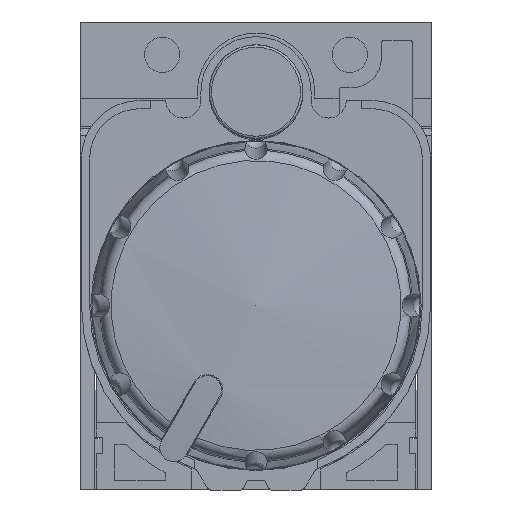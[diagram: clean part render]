
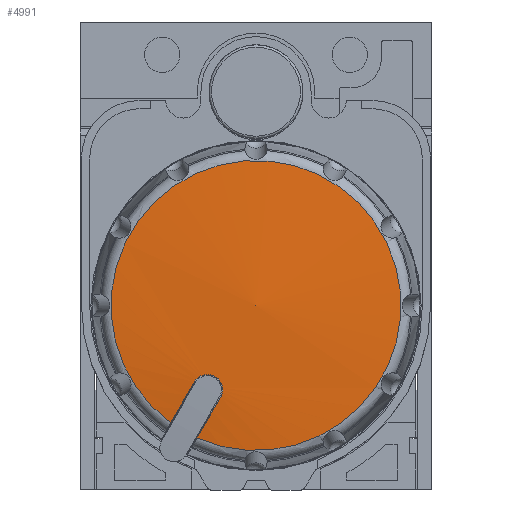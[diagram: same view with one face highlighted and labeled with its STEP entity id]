
A CAD part, front view. The second image highlights one B-rep face of the part: STEP entity #4991.
In plain terms, the highlighted spherical face has radius 100 mm.
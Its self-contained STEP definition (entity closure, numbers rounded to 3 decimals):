
#4991 = ADVANCED_FACE( '', ( #14705, #14706 ), #14707, .T. );
#6963 = EDGE_CURVE( '', #17578, #18059, #18060, .T. );
#10809 = EDGE_CURVE( '', #18059, #23452, #23453, .T. );
#12807 = EDGE_CURVE( '', #15672, #17578, #25849, .T. );
#13799 = EDGE_CURVE( '', #15672, #23452, #26988, .T. );
#14705 = FACE_BOUND( '', #28084, .T. );
#14706 = FACE_OUTER_BOUND( '', #28085, .T. );
#14707 = SPHERICAL_SURFACE( '', #28086, 100. );
#15672 = VERTEX_POINT( '', #29458 );
#17578 = VERTEX_POINT( '', #32145 );
#18059 = VERTEX_POINT( '', #32837 );
#18060 = B_SPLINE_CURVE_WITH_KNOTS( '', 3, ( #32838, #32839, #32840, #32841, #32842, #32843, #32844, #32845, #32846, #32847, #32848, #32849, #32850, #32851, #32852, #32853, #32854, #32855, #32856, #32857, #32858, #32859 ), .UNSPECIFIED., .F., .F., ( 4, 2, 2, 2, 2, 2, 2, 2, 2, 2, 4 ), ( 0., 0.001, 0.001, 0.001, 0.002, 0.002, 0.003, 0.003, 0.003, 0.004, 0.004 ), .UNSPECIFIED. );
#23452 = VERTEX_POINT( '', #41155 );
#23453 = CIRCLE( '', #41156, 99.992 );
#25849 = CIRCLE( '', #45173, 99.992 );
#26988 = CIRCLE( '', #47061, 12.38 );
#28084 = VERTEX_LOOP( '', #48430 );
#28085 = EDGE_LOOP( '', ( #48431, #48432, #48433, #48434 ) );
#28086 = AXIS2_PLACEMENT_3D( '', #48435, #48436, #48437 );
#29458 = CARTESIAN_POINT( '', ( -7.281, -25.391, -10.012 ) );
#32145 = CARTESIAN_POINT( '', ( -5.276, -25.806, -6.538 ) );
#32837 = CARTESIAN_POINT( '', ( -3.024, -25.806, -7.838 ) );
#32838 = CARTESIAN_POINT( '', ( -5.276, -25.806, -6.538 ) );
#32839 = CARTESIAN_POINT( '', ( -5.19, -25.821, -6.39 ) );
#32840 = CARTESIAN_POINT( '', ( -5.077, -25.835, -6.261 ) );
#32841 = CARTESIAN_POINT( '', ( -4.875, -25.854, -6.105 ) );
#32842 = CARTESIAN_POINT( '', ( -4.803, -25.861, -6.061 ) );
#32843 = CARTESIAN_POINT( '', ( -4.651, -25.872, -5.985 ) );
#32844 = CARTESIAN_POINT( '', ( -4.57, -25.878, -5.955 ) );
#32845 = CARTESIAN_POINT( '', ( -4.324, -25.893, -5.889 ) );
#32846 = CARTESIAN_POINT( '', ( -4.15, -25.901, -5.877 ) );
#32847 = CARTESIAN_POINT( '', ( -3.814, -25.912, -5.921 ) );
#32848 = CARTESIAN_POINT( '', ( -3.649, -25.915, -5.976 ) );
#32849 = CARTESIAN_POINT( '', ( -3.351, -25.915, -6.148 ) );
#32850 = CARTESIAN_POINT( '', ( -3.222, -25.912, -6.262 ) );
#32851 = CARTESIAN_POINT( '', ( -3.066, -25.904, -6.465 ) );
#32852 = CARTESIAN_POINT( '', ( -3.022, -25.9, -6.537 ) );
#32853 = CARTESIAN_POINT( '', ( -2.946, -25.893, -6.689 ) );
#32854 = CARTESIAN_POINT( '', ( -2.916, -25.888, -6.77 ) );
#32855 = CARTESIAN_POINT( '', ( -2.85, -25.873, -7.016 ) );
#32856 = CARTESIAN_POINT( '', ( -2.839, -25.861, -7.19 ) );
#32857 = CARTESIAN_POINT( '', ( -2.883, -25.835, -7.525 ) );
#32858 = CARTESIAN_POINT( '', ( -2.938, -25.821, -7.69 ) );
#32859 = CARTESIAN_POINT( '', ( -3.024, -25.806, -7.838 ) );
#41155 = CARTESIAN_POINT( '', ( -5.03, -25.391, -11.312 ) );
#41156 = AXIS2_PLACEMENT_3D( '', #58795, #58796, #58797 );
#45173 = AXIS2_PLACEMENT_3D( '', #62324, #62325, #62326 );
#47061 = AXIS2_PLACEMENT_3D( '', #63995, #63996, #63997 );
#48430 = VERTEX_POINT( '', #64934 );
#48431 = ORIENTED_EDGE( '', *, *, #6963, .T. );
#48432 = ORIENTED_EDGE( '', *, *, #10809, .T. );
#48433 = ORIENTED_EDGE( '', *, *, #13799, .F. );
#48434 = ORIENTED_EDGE( '', *, *, #12807, .T. );
#48435 = CARTESIAN_POINT( '', ( 0., 73.84, 0. ) );
#48436 = DIRECTION( '', ( 0., 1., 0. ) );
#48437 = DIRECTION( '', ( -0.5, 0., -0.866 ) );
#58795 = CARTESIAN_POINT( '', ( 1.126, 73.84, -0.65 ) );
#58796 = DIRECTION( '', ( 0.866, 0., -0.5 ) );
#58797 = DIRECTION( '', ( 0.5, 0., 0.866 ) );
#62324 = CARTESIAN_POINT( '', ( -1.126, 73.84, 0.65 ) );
#62325 = DIRECTION( '', ( -0.866, 0., 0.5 ) );
#62326 = DIRECTION( '', ( -0.5, 0., -0.866 ) );
#63995 = CARTESIAN_POINT( '', ( 0., -25.391, 0. ) );
#63996 = DIRECTION( '', ( 0., 1., 0. ) );
#63997 = DIRECTION( '', ( -0.5, 0., -0.866 ) );
#64934 = CARTESIAN_POINT( '', ( 0., -26.16, 0. ) );
